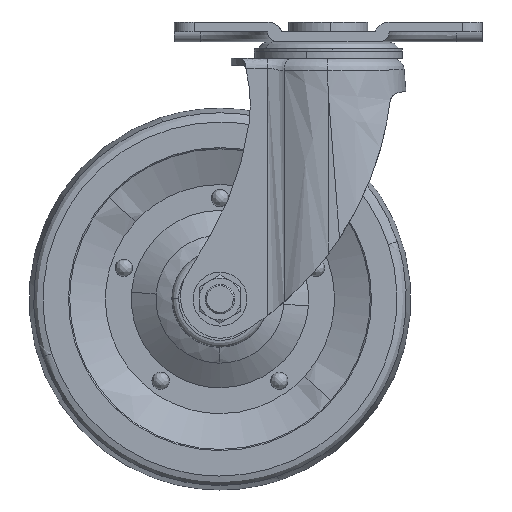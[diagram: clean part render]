
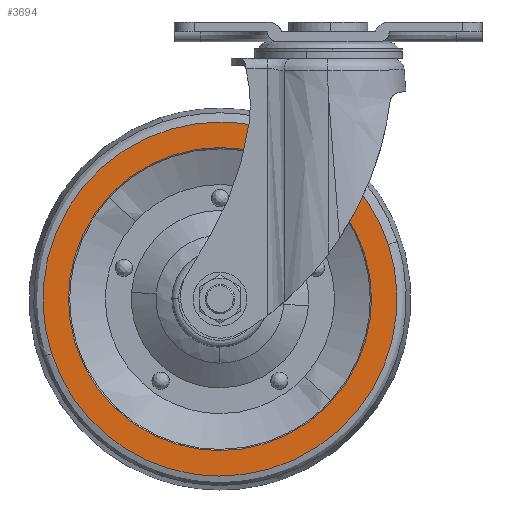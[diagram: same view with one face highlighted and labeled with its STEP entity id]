
A CAD part, front view. The second image highlights one B-rep face of the part: STEP entity #3694.
In plain terms, the highlighted free-form (B-spline) face has degree [1, 1] with [2, 2] control points.
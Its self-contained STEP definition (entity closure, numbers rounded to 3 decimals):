
#3497=CARTESIAN_POINT('',(24.327,-14.0,-90.299));
#3498=VERTEX_POINT('',#3497);
#3512=CARTESIAN_POINT('',(-44.0,-14.0,-184.343));
#3513=VERTEX_POINT('',#3512);
#3514=CARTESIAN_POINT('',(-44.0,-14.0,-184.343));
#3515=CARTESIAN_POINT('',(27.843,-14.,-184.343));
#3516=CARTESIAN_POINT('',(27.843,-14.0,-112.5));
#3517=CARTESIAN_POINT('',(27.843,-14.,-101.121));
#3518=CARTESIAN_POINT('',(24.327,-14.,-90.299));
#3526=(BOUNDED_CURVE()B_SPLINE_CURVE(2,(#3514,#3515,#3516,#3517,#3518),.UNSPECIFIED.,.F.,.U.)B_SPLINE_CURVE_WITH_KNOTS((3,2,3),(0.0,0.25,0.303),.UNSPECIFIED.)CURVE()GEOMETRIC_REPRESENTATION_ITEM()RATIONAL_B_SPLINE_CURVE((1.0,0.707,1.0,0.938,0.903))REPRESENTATION_ITEM(''));
#3527=EDGE_CURVE('',#3513,#3498,#3526,.T.);
#3529=CARTESIAN_POINT('',(-112.327,-14.0,-134.701));
#3530=VERTEX_POINT('',#3529);
#3531=CARTESIAN_POINT('',(-112.327,-14.,-134.701));
#3532=CARTESIAN_POINT('',(-96.197,-14.0,-184.343));
#3533=CARTESIAN_POINT('',(-44.0,-14.0,-184.343));
#3541=(BOUNDED_CURVE()B_SPLINE_CURVE(2,(#3531,#3532,#3533),.UNSPECIFIED.,.F.,.U.)B_SPLINE_CURVE_WITH_KNOTS((3,3),(0.803,1.0),.UNSPECIFIED.)CURVE()GEOMETRIC_REPRESENTATION_ITEM()RATIONAL_B_SPLINE_CURVE((0.903,0.769,1.0))REPRESENTATION_ITEM(''));
#3542=EDGE_CURVE('',#3530,#3513,#3541,.T.);
#3586=CARTESIAN_POINT('',(-44.0,-14.0,-40.657));
#3587=VERTEX_POINT('',#3586);
#3588=CARTESIAN_POINT('',(-44.0,-14.0,-40.657));
#3589=CARTESIAN_POINT('',(-115.843,-14.,-40.657));
#3590=CARTESIAN_POINT('',(-115.843,-14.0,-112.5));
#3591=CARTESIAN_POINT('',(-115.843,-14.,-123.879));
#3592=CARTESIAN_POINT('',(-112.327,-14.,-134.701));
#3600=(BOUNDED_CURVE()B_SPLINE_CURVE(2,(#3588,#3589,#3590,#3591,#3592),.UNSPECIFIED.,.F.,.U.)B_SPLINE_CURVE_WITH_KNOTS((3,2,3),(0.5,0.75,0.803),.UNSPECIFIED.)CURVE()GEOMETRIC_REPRESENTATION_ITEM()RATIONAL_B_SPLINE_CURVE((1.0,0.707,1.0,0.938,0.903))REPRESENTATION_ITEM(''));
#3601=EDGE_CURVE('',#3587,#3530,#3600,.T.);
#3603=CARTESIAN_POINT('',(24.327,-14.,-90.299));
#3604=CARTESIAN_POINT('',(8.197,-14.,-40.657));
#3605=CARTESIAN_POINT('',(-44.0,-14.0,-40.657));
#3613=(BOUNDED_CURVE()B_SPLINE_CURVE(2,(#3603,#3604,#3605),.UNSPECIFIED.,.F.,.U.)B_SPLINE_CURVE_WITH_KNOTS((3,3),(0.303,0.5),.UNSPECIFIED.)CURVE()GEOMETRIC_REPRESENTATION_ITEM()RATIONAL_B_SPLINE_CURVE((0.903,0.769,1.0))REPRESENTATION_ITEM(''));
#3614=EDGE_CURVE('',#3498,#3587,#3613,.T.);
#3621=CARTESIAN_POINT('',(-123.02,-14.0,-33.48));
#3622=CARTESIAN_POINT('',(-123.02,-14.0,-191.52));
#3623=CARTESIAN_POINT('',(35.02,-14.0,-33.48));
#3624=CARTESIAN_POINT('',(35.02,-14.0,-191.52));
#3625=B_SPLINE_SURFACE_WITH_KNOTS('',1,1,((#3621,#3623),(#3622,#3624)),.UNSPECIFIED.,.F.,.F.,.U.,(2,2),(2,2),(0.0,158.04),(0.0,158.04),.UNSPECIFIED.);
#3626=ORIENTED_EDGE('',*,*,#3527,.T.);
#3627=ORIENTED_EDGE('',*,*,#3614,.T.);
#3628=ORIENTED_EDGE('',*,*,#3601,.T.);
#3629=ORIENTED_EDGE('',*,*,#3542,.T.);
#3630=EDGE_LOOP('',(#3626,#3627,#3628,#3629));
#3631=FACE_OUTER_BOUND('',#3630,.T.);
#3632=CARTESIAN_POINT('',(-44.0,-14.0,-51.));
#3633=VERTEX_POINT('',#3632);
#3634=CARTESIAN_POINT('',(-105.5,-14.0,-112.5));
#3635=VERTEX_POINT('',#3634);
#3636=CARTESIAN_POINT('',(-44.0,-14.0,-51.));
#3637=CARTESIAN_POINT('',(-105.5,-14.,-51.));
#3638=CARTESIAN_POINT('',(-105.5,-14.0,-112.5));
#3646=(BOUNDED_CURVE()B_SPLINE_CURVE(2,(#3636,#3637,#3638),.UNSPECIFIED.,.F.,.U.)B_SPLINE_CURVE_WITH_KNOTS((3,3),(0.5,0.75),.UNSPECIFIED.)CURVE()GEOMETRIC_REPRESENTATION_ITEM()RATIONAL_B_SPLINE_CURVE((1.0,0.707,1.0))REPRESENTATION_ITEM(''));
#3647=EDGE_CURVE('',#3633,#3635,#3646,.T.);
#3648=ORIENTED_EDGE('',*,*,#3647,.F.);
#3649=CARTESIAN_POINT('',(17.5,-14.0,-112.5));
#3650=VERTEX_POINT('',#3649);
#3651=CARTESIAN_POINT('',(17.5,-14.,-112.5));
#3652=CARTESIAN_POINT('',(17.5,-14.,-51.));
#3653=CARTESIAN_POINT('',(-44.0,-14.0,-51.));
#3661=(BOUNDED_CURVE()B_SPLINE_CURVE(2,(#3651,#3652,#3653),.UNSPECIFIED.,.F.,.U.)B_SPLINE_CURVE_WITH_KNOTS((3,3),(0.25,0.5),.UNSPECIFIED.)CURVE()GEOMETRIC_REPRESENTATION_ITEM()RATIONAL_B_SPLINE_CURVE((1.,0.707,1.0))REPRESENTATION_ITEM(''));
#3662=EDGE_CURVE('',#3650,#3633,#3661,.T.);
#3663=ORIENTED_EDGE('',*,*,#3662,.F.);
#3664=CARTESIAN_POINT('',(-44.0,-14.0,-174.0));
#3665=VERTEX_POINT('',#3664);
#3666=CARTESIAN_POINT('',(-44.0,-14.0,-174.0));
#3667=CARTESIAN_POINT('',(17.5,-14.,-174.));
#3668=CARTESIAN_POINT('',(17.5,-14.0,-112.5));
#3676=(BOUNDED_CURVE()B_SPLINE_CURVE(2,(#3666,#3667,#3668),.UNSPECIFIED.,.F.,.U.)B_SPLINE_CURVE_WITH_KNOTS((3,3),(0.0,0.25),.UNSPECIFIED.)CURVE()GEOMETRIC_REPRESENTATION_ITEM()RATIONAL_B_SPLINE_CURVE((1.0,0.707,1.0))REPRESENTATION_ITEM(''));
#3677=EDGE_CURVE('',#3665,#3650,#3676,.T.);
#3678=ORIENTED_EDGE('',*,*,#3677,.F.);
#3679=CARTESIAN_POINT('',(-105.5,-14.0,-112.5));
#3680=CARTESIAN_POINT('',(-105.5,-14.,-174.));
#3681=CARTESIAN_POINT('',(-44.0,-14.0,-174.0));
#3689=(BOUNDED_CURVE()B_SPLINE_CURVE(2,(#3679,#3680,#3681),.UNSPECIFIED.,.F.,.U.)B_SPLINE_CURVE_WITH_KNOTS((3,3),(0.75,1.0),.UNSPECIFIED.)CURVE()GEOMETRIC_REPRESENTATION_ITEM()RATIONAL_B_SPLINE_CURVE((1.0,0.707,1.0))REPRESENTATION_ITEM(''));
#3690=EDGE_CURVE('',#3635,#3665,#3689,.T.);
#3691=ORIENTED_EDGE('',*,*,#3690,.F.);
#3692=EDGE_LOOP('',(#3648,#3663,#3678,#3691));
#3693=FACE_BOUND('',#3692,.T.);
#3694=ADVANCED_FACE('',(#3631,#3693),#3625,.T.);
